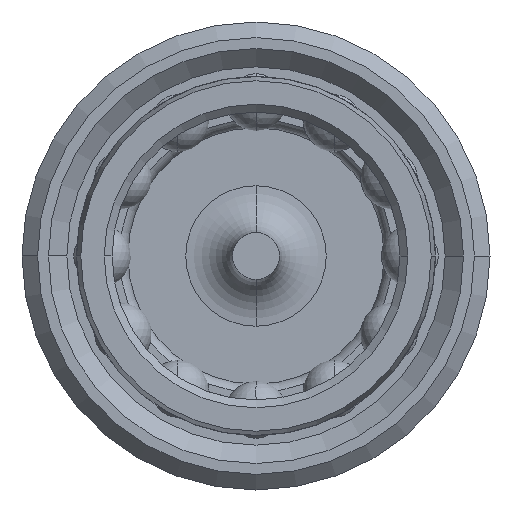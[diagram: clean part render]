
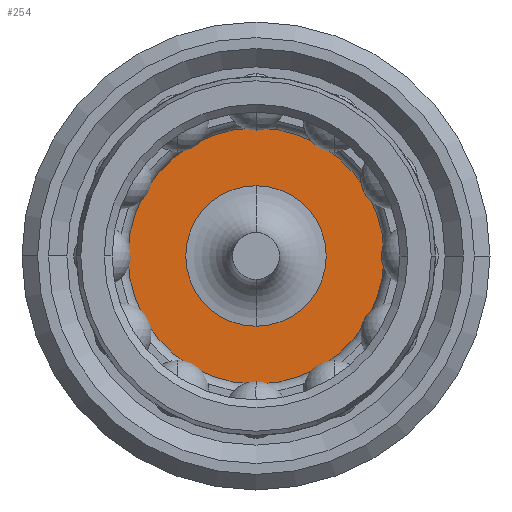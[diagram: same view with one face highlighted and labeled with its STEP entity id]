
A CAD part, left-side view. The second image highlights one B-rep face of the part: STEP entity #254.
In plain terms, the highlighted planar face has unit normal (-1, 0, 0).
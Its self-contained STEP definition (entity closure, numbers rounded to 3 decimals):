
#254 = ADVANCED_FACE( '', ( #564, #565 ), #566, .T. );
#564 = FACE_OUTER_BOUND( '', #930, .T. );
#565 = FACE_BOUND( '', #931, .T. );
#566 = PLANE( '', #932 );
#930 = EDGE_LOOP( '', ( #2001, #2002 ) );
#931 = EDGE_LOOP( '', ( #2003, #2004, #2005 ) );
#932 = AXIS2_PLACEMENT_3D( '', #2006, #2007, #2008 );
#2001 = ORIENTED_EDGE( '', *, *, #2618, .F. );
#2002 = ORIENTED_EDGE( '', *, *, #2507, .F. );
#2003 = ORIENTED_EDGE( '', *, *, #2616, .T. );
#2004 = ORIENTED_EDGE( '', *, *, #2512, .T. );
#2005 = ORIENTED_EDGE( '', *, *, #2617, .T. );
#2006 = CARTESIAN_POINT( '', ( -11.823, -6.625, 0. ) );
#2007 = DIRECTION( '', ( -1., 0., 0. ) );
#2008 = DIRECTION( '', ( 0., 1., 0. ) );
#2507 = EDGE_CURVE( '', #3085, #3081, #3087, .T. );
#2512 = EDGE_CURVE( '', #3089, #3095, #3097, .T. );
#2616 = EDGE_CURVE( '', #3265, #3089, #3266, .T. );
#2617 = EDGE_CURVE( '', #3095, #3265, #3267, .T. );
#2618 = EDGE_CURVE( '', #3081, #3085, #3268, .T. );
#3081 = VERTEX_POINT( '', #4431 );
#3085 = VERTEX_POINT( '', #4436 );
#3087 = CIRCLE( '', #4439, 8.75 );
#3089 = VERTEX_POINT( '', #4441 );
#3095 = VERTEX_POINT( '', #4447 );
#3097 = CIRCLE( '', #4449, 4.5 );
#3265 = VERTEX_POINT( '', #5153 );
#3266 = CIRCLE( '', #5154, 4.5 );
#3267 = CIRCLE( '', #5155, 4.5 );
#3268 = CIRCLE( '', #5156, 8.75 );
#4431 = CARTESIAN_POINT( '', ( -11.823, -8.75, 0. ) );
#4436 = CARTESIAN_POINT( '', ( -11.823, 8.75, 0. ) );
#4439 = AXIS2_PLACEMENT_3D( '', #5568, #5569, #5570 );
#4441 = CARTESIAN_POINT( '', ( -11.823, 0., -4.5 ) );
#4447 = CARTESIAN_POINT( '', ( -11.823, 0., 4.5 ) );
#4449 = AXIS2_PLACEMENT_3D( '', #5583, #5584, #5585 );
#5153 = CARTESIAN_POINT( '', ( -11.823, -4.5, 0. ) );
#5154 = AXIS2_PLACEMENT_3D( '', #5781, #5782, #5783 );
#5155 = AXIS2_PLACEMENT_3D( '', #5784, #5785, #5786 );
#5156 = AXIS2_PLACEMENT_3D( '', #5787, #5788, #5789 );
#5568 = CARTESIAN_POINT( '', ( -11.823, 0., 0. ) );
#5569 = DIRECTION( '', ( 1., 0., 0. ) );
#5570 = DIRECTION( '', ( 0., -1., 0. ) );
#5583 = CARTESIAN_POINT( '', ( -11.823, 0., 0. ) );
#5584 = DIRECTION( '', ( 1., 0., 0. ) );
#5585 = DIRECTION( '', ( 0., -1., 0. ) );
#5781 = CARTESIAN_POINT( '', ( -11.823, 0., 0. ) );
#5782 = DIRECTION( '', ( 1., 0., 0. ) );
#5783 = DIRECTION( '', ( 0., -1., 0. ) );
#5784 = CARTESIAN_POINT( '', ( -11.823, 0., 0. ) );
#5785 = DIRECTION( '', ( 1., 0., 0. ) );
#5786 = DIRECTION( '', ( 0., -1., 0. ) );
#5787 = CARTESIAN_POINT( '', ( -11.823, 0., 0. ) );
#5788 = DIRECTION( '', ( 1., 0., 0. ) );
#5789 = DIRECTION( '', ( 0., -1., 0. ) );
